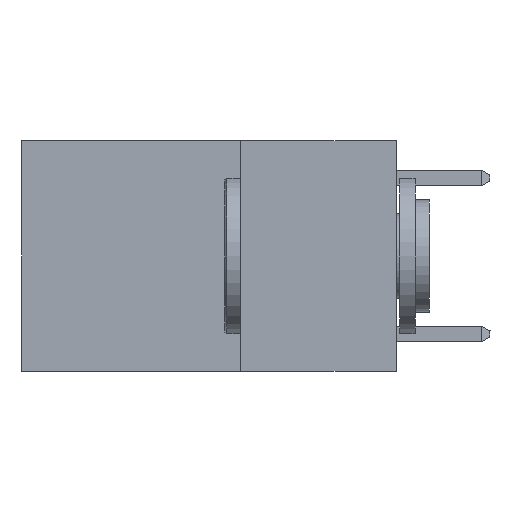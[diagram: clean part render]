
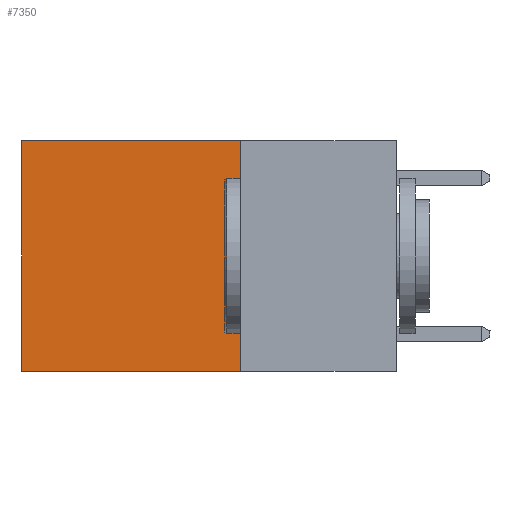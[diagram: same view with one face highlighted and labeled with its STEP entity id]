
A CAD part, left-side view. The second image highlights one B-rep face of the part: STEP entity #7350.
In plain terms, the highlighted planar face has unit normal (-1, 0, 0).
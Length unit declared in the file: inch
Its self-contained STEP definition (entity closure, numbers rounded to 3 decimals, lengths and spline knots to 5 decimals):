
#84 = VERTEX_POINT ( 'NONE', #6670 ) ;
#387 = EDGE_CURVE ( 'NONE', #84, #16161, #6585, .T. ) ;
#579 = VERTEX_POINT ( 'NONE', #15757 ) ;
#828 = ORIENTED_EDGE ( 'NONE', *, *, #8073, .F. ) ;
#959 = VECTOR ( 'NONE', #15147, 39.37008 ) ;
#2271 = EDGE_CURVE ( 'NONE', #579, #84, #11307, .T. ) ;
#2652 = DIRECTION ( 'NONE',  ( 0., 0., -1. ) ) ;
#2891 = CARTESIAN_POINT ( 'NONE',  ( 0.2625, 0.6, 0. ) ) ;
#4551 = VECTOR ( 'NONE', #17411, 39.37008 ) ;
#4934 = LINE ( 'NONE', #11430, #7170 ) ;
#5033 = CARTESIAN_POINT ( 'NONE',  ( 0.2625, 0.25, 0. ) ) ;
#5587 = DIRECTION ( 'NONE',  ( 0., 1., 0. ) ) ;
#6585 = LINE ( 'NONE', #2891, #13818 ) ;
#6670 = CARTESIAN_POINT ( 'NONE',  ( 0.2625, 0.6, 0. ) ) ;
#6796 = CARTESIAN_POINT ( 'NONE',  ( 0.2625, 0.25, 0. ) ) ;
#7170 = VECTOR ( 'NONE', #5587, 39.37008 ) ;
#7350 = ADVANCED_FACE ( 'NONE', ( #14135 ), #15228, .F. ) ;
#7821 = CARTESIAN_POINT ( 'NONE',  ( 0.2625, 0.25, -0.37 ) ) ;
#8073 = EDGE_CURVE ( 'NONE', #12188, #16161, #4934, .T. ) ;
#8273 = ORIENTED_EDGE ( 'NONE', *, *, #387, .T. ) ;
#10492 = LINE ( 'NONE', #14465, #4551 ) ;
#11292 = AXIS2_PLACEMENT_3D ( 'NONE', #6796, #17996, #2652 ) ;
#11307 = LINE ( 'NONE', #5033, #959 ) ;
#11430 = CARTESIAN_POINT ( 'NONE',  ( 0.2625, 0.25, -0.37 ) ) ;
#11969 = EDGE_LOOP ( 'NONE', ( #8273, #828, #14406, #17373 ) ) ;
#12188 = VERTEX_POINT ( 'NONE', #7821 ) ;
#13818 = VECTOR ( 'NONE', #14350, 39.37008 ) ;
#14011 = CARTESIAN_POINT ( 'NONE',  ( 0.2625, 0.6, -0.37 ) ) ;
#14135 = FACE_OUTER_BOUND ( 'NONE', #11969, .T. ) ;
#14350 = DIRECTION ( 'NONE',  ( 0., 0., -1. ) ) ;
#14406 = ORIENTED_EDGE ( 'NONE', *, *, #17499, .F. ) ;
#14465 = CARTESIAN_POINT ( 'NONE',  ( 0.2625, 0.25, 0. ) ) ;
#15147 = DIRECTION ( 'NONE',  ( 0., 1., 0. ) ) ;
#15228 = PLANE ( 'NONE',  #11292 ) ;
#15757 = CARTESIAN_POINT ( 'NONE',  ( 0.2625, 0.25, 0. ) ) ;
#16161 = VERTEX_POINT ( 'NONE', #14011 ) ;
#17373 = ORIENTED_EDGE ( 'NONE', *, *, #2271, .T. ) ;
#17411 = DIRECTION ( 'NONE',  ( 0., 0., -1. ) ) ;
#17499 = EDGE_CURVE ( 'NONE', #579, #12188, #10492, .T. ) ;
#17996 = DIRECTION ( 'NONE',  ( 1., 0., 0. ) ) ;
